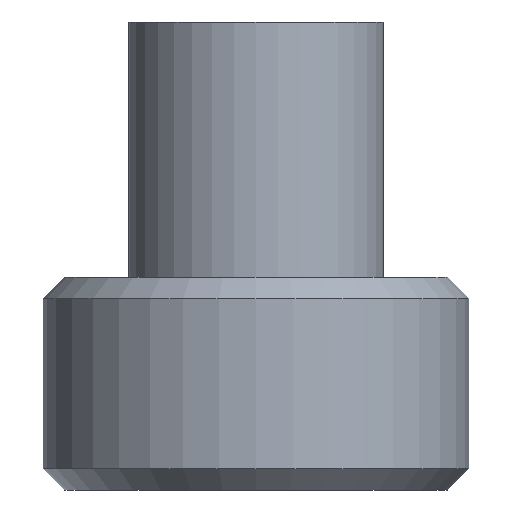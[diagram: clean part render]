
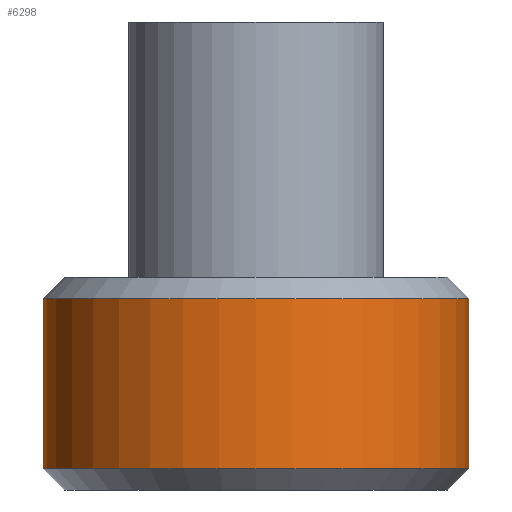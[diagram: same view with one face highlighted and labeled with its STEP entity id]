
A CAD part, left-side view. The second image highlights one B-rep face of the part: STEP entity #6298.
In plain terms, the highlighted cylindrical face has radius 10 mm (diameter 20 mm), a full revolution.
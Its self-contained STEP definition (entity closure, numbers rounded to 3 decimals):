
#53=CYLINDRICAL_SURFACE('',#6545,10.);
#84=CIRCLE('',#6542,10.);
#85=CIRCLE('',#6543,10.);
#87=CIRCLE('',#6546,10.);
#88=CIRCLE('',#6547,10.);
#118=FACE_BOUND('',#952,.T.);
#579=FACE_OUTER_BOUND('',#951,.T.);
#951=EDGE_LOOP('',(#5734,#5735,#5736,#5737,#5738,#5739));
#952=EDGE_LOOP('',(#5740,#5741));
#1436=LINE('',#12143,#1916);
#1916=VECTOR('',#7379,10.);
#2332=B_SPLINE_CURVE_WITH_KNOTS('',3,(#12087,#12088,#12089,#12090,#12091,
#12092,#12093,#12094,#12095,#12096,#12097,#12098,#12099,#12100,#12101,#12102,
#12103,#12104),.UNSPECIFIED.,.F.,.F.,(4,2,2,2,2,2,2,2,4),(0.,0.038,
0.075,0.113,0.151,0.188,
0.226,0.264,0.302),.UNSPECIFIED.);
#2333=B_SPLINE_CURVE_WITH_KNOTS('',3,(#12105,#12106,#12107,#12108,#12109,
#12110,#12111,#12112,#12113,#12114,#12115,#12116,#12117,#12118,#12119,#12120,
#12121,#12122),.UNSPECIFIED.,.F.,.F.,(4,2,2,2,2,2,2,2,4),(0.302,
0.339,0.377,0.415,0.452,
0.49,0.528,0.565,0.603),
 .UNSPECIFIED.);
#2945=VERTEX_POINT('',#12084);
#2946=VERTEX_POINT('',#12086);
#2949=VERTEX_POINT('',#12131);
#2950=VERTEX_POINT('',#12132);
#2952=VERTEX_POINT('',#12139);
#2953=VERTEX_POINT('',#12140);
#3873=EDGE_CURVE('',#2946,#2945,#2332,.T.);
#3874=EDGE_CURVE('',#2945,#2946,#2333,.T.);
#3878=EDGE_CURVE('',#2949,#2950,#84,.T.);
#3879=EDGE_CURVE('',#2950,#2949,#85,.T.);
#3882=EDGE_CURVE('',#2952,#2953,#87,.T.);
#3883=EDGE_CURVE('',#2953,#2952,#88,.T.);
#3884=EDGE_CURVE('',#2953,#2950,#1436,.T.);
#5734=ORIENTED_EDGE('',*,*,#3882,.F.);
#5735=ORIENTED_EDGE('',*,*,#3883,.F.);
#5736=ORIENTED_EDGE('',*,*,#3884,.T.);
#5737=ORIENTED_EDGE('',*,*,#3878,.F.);
#5738=ORIENTED_EDGE('',*,*,#3879,.F.);
#5739=ORIENTED_EDGE('',*,*,#3884,.F.);
#5740=ORIENTED_EDGE('',*,*,#3873,.T.);
#5741=ORIENTED_EDGE('',*,*,#3874,.T.);
#6298=ADVANCED_FACE('',(#579,#118),#53,.T.);
#6542=AXIS2_PLACEMENT_3D('',#12133,#7366,#7367);
#6543=AXIS2_PLACEMENT_3D('',#12134,#7368,#7369);
#6545=AXIS2_PLACEMENT_3D('',#12138,#7373,#7374);
#6546=AXIS2_PLACEMENT_3D('',#12141,#7375,#7376);
#6547=AXIS2_PLACEMENT_3D('',#12142,#7377,#7378);
#7366=DIRECTION('center_axis',(0.,0.,-1.));
#7367=DIRECTION('ref_axis',(-1.,0.,0.));
#7368=DIRECTION('center_axis',(0.,0.,-1.));
#7369=DIRECTION('ref_axis',(-1.,0.,0.));
#7373=DIRECTION('center_axis',(0.,0.,1.));
#7374=DIRECTION('ref_axis',(1.,0.,0.));
#7375=DIRECTION('center_axis',(0.,0.,1.));
#7376=DIRECTION('ref_axis',(-1.,0.,0.));
#7377=DIRECTION('center_axis',(0.,0.,1.));
#7378=DIRECTION('ref_axis',(-1.,0.,0.));
#7379=DIRECTION('',(0.,0.,-1.));
#12084=CARTESIAN_POINT('',(9.95,-1.,2.5));
#12086=CARTESIAN_POINT('',(9.95,1.,2.5));
#12087=CARTESIAN_POINT('Ctrl Pts',(9.95,1.,2.5));
#12088=CARTESIAN_POINT('Ctrl Pts',(9.95,1.,2.374));
#12089=CARTESIAN_POINT('Ctrl Pts',(9.952,0.975,2.24));
#12090=CARTESIAN_POINT('Ctrl Pts',(9.962,0.873,1.994));
#12091=CARTESIAN_POINT('Ctrl Pts',(9.969,0.796,1.882));
#12092=CARTESIAN_POINT('Ctrl Pts',(9.981,0.618,1.704));
#12093=CARTESIAN_POINT('Ctrl Pts',(9.988,0.506,1.627));
#12094=CARTESIAN_POINT('Ctrl Pts',(9.997,0.26,1.525));
#12095=CARTESIAN_POINT('Ctrl Pts',(10.,0.126,1.5));
#12096=CARTESIAN_POINT('Ctrl Pts',(10.,-0.126,1.5));
#12097=CARTESIAN_POINT('Ctrl Pts',(9.997,-0.26,
1.525));
#12098=CARTESIAN_POINT('Ctrl Pts',(9.988,-0.506,1.627));
#12099=CARTESIAN_POINT('Ctrl Pts',(9.981,-0.618,
1.704));
#12100=CARTESIAN_POINT('Ctrl Pts',(9.969,-0.796,
1.882));
#12101=CARTESIAN_POINT('Ctrl Pts',(9.962,-0.873,
1.994));
#12102=CARTESIAN_POINT('Ctrl Pts',(9.952,-0.975,2.24));
#12103=CARTESIAN_POINT('Ctrl Pts',(9.95,-1.,2.374));
#12104=CARTESIAN_POINT('Ctrl Pts',(9.95,-1.,2.5));
#12105=CARTESIAN_POINT('Ctrl Pts',(9.95,-1.,2.5));
#12106=CARTESIAN_POINT('Ctrl Pts',(9.95,-1.,2.626));
#12107=CARTESIAN_POINT('Ctrl Pts',(9.952,-0.975,2.76));
#12108=CARTESIAN_POINT('Ctrl Pts',(9.962,-0.873,
3.006));
#12109=CARTESIAN_POINT('Ctrl Pts',(9.969,-0.796,
3.118));
#12110=CARTESIAN_POINT('Ctrl Pts',(9.981,-0.618,
3.296));
#12111=CARTESIAN_POINT('Ctrl Pts',(9.988,-0.506,3.373));
#12112=CARTESIAN_POINT('Ctrl Pts',(9.997,-0.26,
3.475));
#12113=CARTESIAN_POINT('Ctrl Pts',(10.,-0.126,3.5));
#12114=CARTESIAN_POINT('Ctrl Pts',(10.,0.126,3.5));
#12115=CARTESIAN_POINT('Ctrl Pts',(9.997,0.26,3.475));
#12116=CARTESIAN_POINT('Ctrl Pts',(9.988,0.506,3.373));
#12117=CARTESIAN_POINT('Ctrl Pts',(9.981,0.618,3.296));
#12118=CARTESIAN_POINT('Ctrl Pts',(9.969,0.796,3.118));
#12119=CARTESIAN_POINT('Ctrl Pts',(9.962,0.873,3.006));
#12120=CARTESIAN_POINT('Ctrl Pts',(9.952,0.975,2.76));
#12121=CARTESIAN_POINT('Ctrl Pts',(9.95,1.,2.626));
#12122=CARTESIAN_POINT('Ctrl Pts',(9.95,1.,2.5));
#12131=CARTESIAN_POINT('',(10.,0.,1.));
#12132=CARTESIAN_POINT('',(-10.,0.,1.));
#12133=CARTESIAN_POINT('Origin',(0.,0.,1.));
#12134=CARTESIAN_POINT('Origin',(0.,0.,1.));
#12138=CARTESIAN_POINT('Origin',(0.,0.,0.));
#12139=CARTESIAN_POINT('',(10.,0.,9.));
#12140=CARTESIAN_POINT('',(-10.,0.,9.));
#12141=CARTESIAN_POINT('Origin',(0.,0.,9.));
#12142=CARTESIAN_POINT('Origin',(0.,0.,9.));
#12143=CARTESIAN_POINT('',(-10.,0.,0.));
